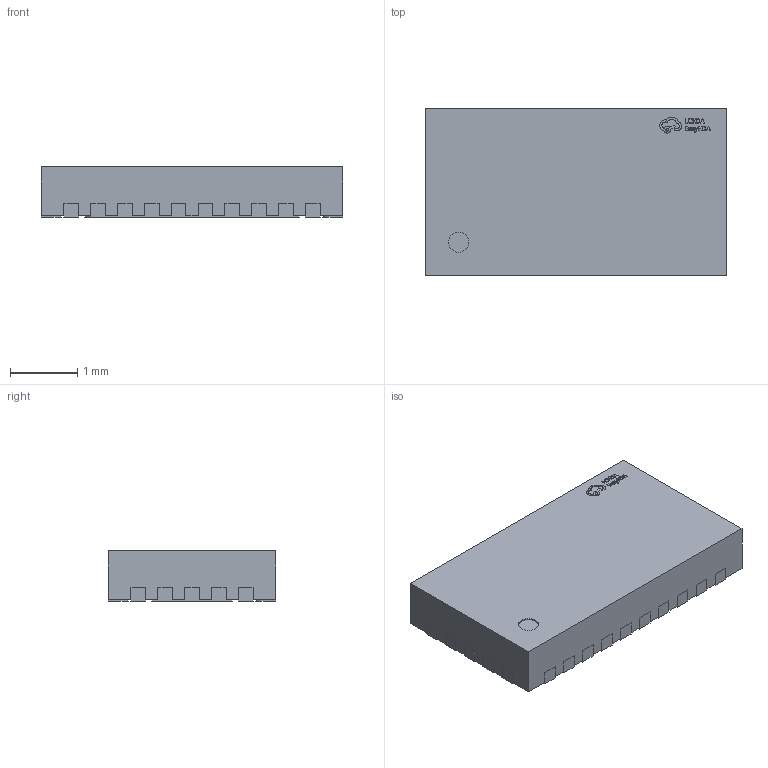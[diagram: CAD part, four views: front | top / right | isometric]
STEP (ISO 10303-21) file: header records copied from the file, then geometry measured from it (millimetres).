
FILE_DESCRIPTION (( 'STEP AP214' ), '1' );
FILE_NAME ('WQFN-30_L4.5-W2.5-P0.4-BL-EP.step', '2022-07-15T04:24:48', ( '' ), ( '' ), 'SwSTEP 2.0', 'SolidWorks 2020', '' );
FILE_SCHEMA (( 'AUTOMOTIVE_DESIGN' ));
Length unit declared in the file: millimetre
Products named in the file (1): WQFN-30_L4.5-W2.5-P0.4-BL-EP
Bounding box: 4.5 x 2.5 x 0.76 mm (x, y, z)
Volume: 8.3 mm3; surface area: 33.8 mm2
Topology: 14 solids, 14 shells, 470 faces, 1299 edges, 866 vertices
Faces by surface type: plane 321, bspline 112, cylinder 37
Entity records: 20867 total; most frequent: CARTESIAN_POINT 5040, ORIENTED_EDGE 2598, DIRECTION 1763, EDGE_CURVE 1299, LINE 897, VECTOR 897, VERTEX_POINT 866, EDGE_LOOP 491
